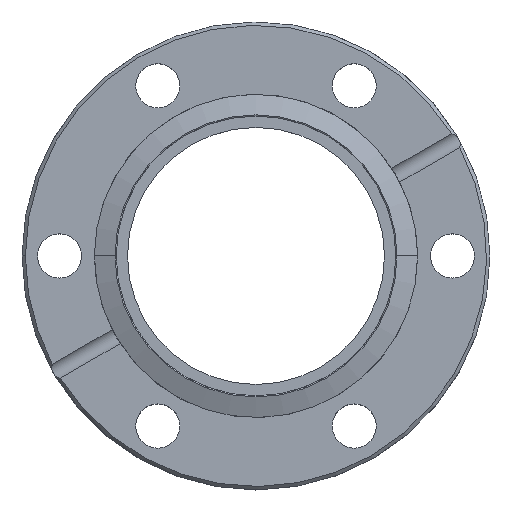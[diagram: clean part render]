
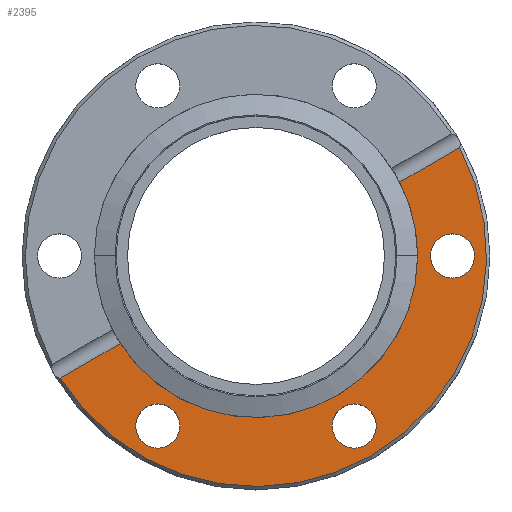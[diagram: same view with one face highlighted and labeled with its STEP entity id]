
A CAD part, top view. The second image highlights one B-rep face of the part: STEP entity #2395.
In plain terms, the highlighted planar face has unit normal (0, 0, 1).
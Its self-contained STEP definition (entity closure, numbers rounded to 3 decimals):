
#7 = CIRCLE ( 'NONE', #89, 3.3 ) ;
#42 = FACE_BOUND ( 'NONE', #196, .T. ) ;
#66 = DIRECTION ( 'NONE',  ( 1., 0., 0. ) ) ;
#89 = AXIS2_PLACEMENT_3D ( 'NONE', #354, #378, #409 ) ;
#113 = CARTESIAN_POINT ( 'NONE',  ( 26.05, 0., 0. ) ) ;
#130 = ORIENTED_EDGE ( 'NONE', *, *, #2114, .F. ) ;
#163 = VERTEX_POINT ( 'NONE', #2052 ) ;
#169 = AXIS2_PLACEMENT_3D ( 'NONE', #1084, #1093, #1106 ) ;
#171 = CARTESIAN_POINT ( 'NONE',  ( 0., 0., 0. ) ) ;
#175 = DIRECTION ( 'NONE',  ( 0., 0., 1. ) ) ;
#186 = CARTESIAN_POINT ( 'NONE',  ( 0., 0., 0. ) ) ;
#196 = EDGE_LOOP ( 'NONE', ( #605, #310 ) ) ;
#231 = VERTEX_POINT ( 'NONE', #2243 ) ;
#233 = CIRCLE ( 'NONE', #442, 3.3 ) ;
#258 = VERTEX_POINT ( 'NONE', #2126 ) ;
#270 = DIRECTION ( 'NONE',  ( 0., 0., -1. ) ) ;
#310 = ORIENTED_EDGE ( 'NONE', *, *, #628, .F. ) ;
#351 = DIRECTION ( 'NONE',  ( 1., 0., 0. ) ) ;
#353 = DIRECTION ( 'NONE',  ( -1., 0., 0. ) ) ;
#354 = CARTESIAN_POINT ( 'NONE',  ( -14.675, -25.418, 0. ) ) ;
#373 = AXIS2_PLACEMENT_3D ( 'NONE', #171, #270, #353 ) ;
#374 = DIRECTION ( 'NONE',  ( 0., 0., 1. ) ) ;
#375 = CARTESIAN_POINT ( 'NONE',  ( -11.375, -25.418, 0. ) ) ;
#378 = DIRECTION ( 'NONE',  ( 0., 0., 1. ) ) ;
#394 = VERTEX_POINT ( 'NONE', #639 ) ;
#409 = DIRECTION ( 'NONE',  ( 1., 0., 0. ) ) ;
#431 = CARTESIAN_POINT ( 'NONE',  ( 29.35, 0., 0. ) ) ;
#439 = EDGE_CURVE ( 'NONE', #2312, #394, #2077, .T. ) ;
#442 = AXIS2_PLACEMENT_3D ( 'NONE', #1530, #1340, #1321 ) ;
#473 = ORIENTED_EDGE ( 'NONE', *, *, #1352, .T. ) ;
#496 = ORIENTED_EDGE ( 'NONE', *, *, #1312, .F. ) ;
#515 = AXIS2_PLACEMENT_3D ( 'NONE', #2507, #1832, #66 ) ;
#557 = AXIS2_PLACEMENT_3D ( 'NONE', #1419, #1432, #1435 ) ;
#576 = AXIS2_PLACEMENT_3D ( 'NONE', #186, #175, #1802 ) ;
#605 = ORIENTED_EDGE ( 'NONE', *, *, #2347, .F. ) ;
#611 = CARTESIAN_POINT ( 'NONE',  ( -29.216, -18.254, 0. ) ) ;
#628 = EDGE_CURVE ( 'NONE', #258, #1757, #1740, .T. ) ;
#639 = CARTESIAN_POINT ( 'NONE',  ( -20.289, -13.099, 0. ) ) ;
#654 = ORIENTED_EDGE ( 'NONE', *, *, #2184, .F. ) ;
#670 = EDGE_CURVE ( 'NONE', #677, #2312, #1869, .T. ) ;
#677 = VERTEX_POINT ( 'NONE', #1035 ) ;
#757 = DIRECTION ( 'NONE',  ( 1., 0., 0. ) ) ;
#770 = EDGE_CURVE ( 'NONE', #163, #231, #1685, .T. ) ;
#821 = VERTEX_POINT ( 'NONE', #611 ) ;
#991 = EDGE_CURVE ( 'NONE', #2039, #677, #1120, .T. ) ;
#1035 = CARTESIAN_POINT ( 'NONE',  ( 21.489, 11.021, 0. ) ) ;
#1039 = VERTEX_POINT ( 'NONE', #2145 ) ;
#1052 = CIRCLE ( 'NONE', #1557, 3.3 ) ;
#1067 = VERTEX_POINT ( 'NONE', #113 ) ;
#1084 = CARTESIAN_POINT ( 'NONE',  ( 0., 0., 0. ) ) ;
#1093 = DIRECTION ( 'NONE',  ( 0., 0., -1. ) ) ;
#1106 = DIRECTION ( 'NONE',  ( -1., 0., 0. ) ) ;
#1110 = VECTOR ( 'NONE', #1230, 1000. ) ;
#1112 = AXIS2_PLACEMENT_3D ( 'NONE', #2453, #1890, #757 ) ;
#1120 = LINE ( 'NONE', #1304, #1110 ) ;
#1159 = CIRCLE ( 'NONE', #576, 34.45 ) ;
#1226 = ORIENTED_EDGE ( 'NONE', *, *, #1762, .T. ) ;
#1230 = DIRECTION ( 'NONE',  ( -0.866, -0.5, 0. ) ) ;
#1244 = PLANE ( 'NONE',  #557 ) ;
#1274 = CARTESIAN_POINT ( 'NONE',  ( -40.746, -24.911, 0. ) ) ;
#1304 = CARTESIAN_POINT ( 'NONE',  ( -40.746, -24.911, 0. ) ) ;
#1312 = EDGE_CURVE ( 'NONE', #1039, #1067, #2294, .T. ) ;
#1321 = DIRECTION ( 'NONE',  ( 1., 0., 0. ) ) ;
#1340 = DIRECTION ( 'NONE',  ( 0., 0., 1. ) ) ;
#1352 = EDGE_CURVE ( 'NONE', #394, #821, #2322, .T. ) ;
#1419 = CARTESIAN_POINT ( 'NONE',  ( 24.15, 0., 0. ) ) ;
#1432 = DIRECTION ( 'NONE',  ( 0., 0., -1. ) ) ;
#1435 = DIRECTION ( 'NONE',  ( -1., 0., 0. ) ) ;
#1469 = AXIS2_PLACEMENT_3D ( 'NONE', #2096, #1967, #2142 ) ;
#1508 = EDGE_LOOP ( 'NONE', ( #654, #1912 ) ) ;
#1510 = ORIENTED_EDGE ( 'NONE', *, *, #670, .T. ) ;
#1517 = ORIENTED_EDGE ( 'NONE', *, *, #991, .T. ) ;
#1530 = CARTESIAN_POINT ( 'NONE',  ( 14.675, -25.418, 0. ) ) ;
#1557 = AXIS2_PLACEMENT_3D ( 'NONE', #431, #374, #351 ) ;
#1635 = ORIENTED_EDGE ( 'NONE', *, *, #439, .T. ) ;
#1685 = CIRCLE ( 'NONE', #1469, 3.3 ) ;
#1740 = CIRCLE ( 'NONE', #515, 3.3 ) ;
#1757 = VERTEX_POINT ( 'NONE', #375 ) ;
#1762 = EDGE_CURVE ( 'NONE', #821, #2039, #1159, .T. ) ;
#1802 = DIRECTION ( 'NONE',  ( 1., 0., 0. ) ) ;
#1832 = DIRECTION ( 'NONE',  ( 0., 0., 1. ) ) ;
#1869 = CIRCLE ( 'NONE', #373, 24.15 ) ;
#1890 = DIRECTION ( 'NONE',  ( 0., 0., 1. ) ) ;
#1912 = ORIENTED_EDGE ( 'NONE', *, *, #770, .F. ) ;
#1916 = EDGE_LOOP ( 'NONE', ( #496, #130 ) ) ;
#1967 = DIRECTION ( 'NONE',  ( 0., 0., 1. ) ) ;
#2004 = CARTESIAN_POINT ( 'NONE',  ( 30.416, 16.175, 0. ) ) ;
#2039 = VERTEX_POINT ( 'NONE', #2004 ) ;
#2052 = CARTESIAN_POINT ( 'NONE',  ( 11.375, -25.418, 0. ) ) ;
#2077 = CIRCLE ( 'NONE', #169, 24.15 ) ;
#2096 = CARTESIAN_POINT ( 'NONE',  ( 14.675, -25.418, 0. ) ) ;
#2114 = EDGE_CURVE ( 'NONE', #1067, #1039, #1052, .T. ) ;
#2126 = CARTESIAN_POINT ( 'NONE',  ( -17.975, -25.418, 0. ) ) ;
#2142 = DIRECTION ( 'NONE',  ( 1., 0., 0. ) ) ;
#2145 = CARTESIAN_POINT ( 'NONE',  ( 32.65, 0., 0. ) ) ;
#2184 = EDGE_CURVE ( 'NONE', #231, #163, #233, .T. ) ;
#2243 = CARTESIAN_POINT ( 'NONE',  ( 17.975, -25.418, 0. ) ) ;
#2251 = DIRECTION ( 'NONE',  ( -0.866, -0.5, 0. ) ) ;
#2285 = CARTESIAN_POINT ( 'NONE',  ( 24.15, 0., 0. ) ) ;
#2289 = VECTOR ( 'NONE', #2251, 1000. ) ;
#2294 = CIRCLE ( 'NONE', #1112, 3.3 ) ;
#2312 = VERTEX_POINT ( 'NONE', #2285 ) ;
#2322 = LINE ( 'NONE', #1274, #2289 ) ;
#2347 = EDGE_CURVE ( 'NONE', #1757, #258, #7, .T. ) ;
#2395 = ADVANCED_FACE ( 'NONE', ( #2469, #2462, #2470, #42 ), #1244, .F. ) ;
#2432 = EDGE_LOOP ( 'NONE', ( #1226, #1517, #1510, #1635, #473 ) ) ;
#2453 = CARTESIAN_POINT ( 'NONE',  ( 29.35, 0., 0. ) ) ;
#2462 = FACE_OUTER_BOUND ( 'NONE', #2432, .T. ) ;
#2469 = FACE_BOUND ( 'NONE', #1508, .T. ) ;
#2470 = FACE_BOUND ( 'NONE', #1916, .T. ) ;
#2507 = CARTESIAN_POINT ( 'NONE',  ( -14.675, -25.418, 0. ) ) ;
